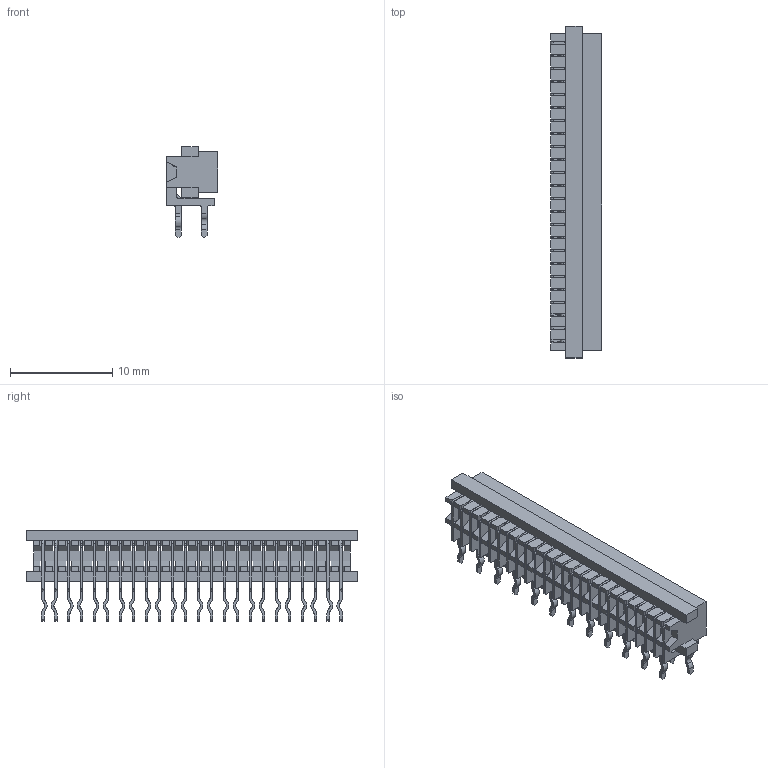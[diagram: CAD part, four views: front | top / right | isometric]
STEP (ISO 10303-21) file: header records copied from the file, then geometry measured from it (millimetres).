
FILE_DESCRIPTION(/* description */ ('Unknown'),/* implementation_level */ '2;1');
FILE_NAME(/* name */ 'J_Wurth_WR-MM_690368182472',/* time_stamp */ '2025-05-09T10:55:53+08:00',/* author */ ('Unknown'),/* organization */ ('Unknown'),/* preprocessor_version */ 'ST-DEVELOPER v19.4',/* originating_system */ 'Solid Edge',/* authorisation */ 'Unknown');
FILE_SCHEMA (('AUTOMOTIVE_DESIGN {1 0 10303 214 3 1 1}'));
Products named in the file (2): J_Wurth_WR-MM_690368182472
Assembly tree (1 placements, depth 2):
  J_Wurth_WR-MM_690368182472
    J_Wurth_WR-MM_690368182472
Bounding box: 5 x 32.48 x 8.9 mm (x, y, z)
Volume: 585.7 mm3; surface area: 2242.5 mm2
Topology: 25 solids, 25 shells, 2174 faces, 6248 edges, 4100 vertices
Faces by surface type: plane 1538, cylinder 636
Entity records: 71018 total; most frequent: CARTESIAN_POINT 12524, ORIENTED_EDGE 12496, DIRECTION 11872, EDGE_CURVE 6248, LINE 4976, VECTOR 4976, VERTEX_POINT 4100, AXIS2_PLACEMENT_3D 3448
